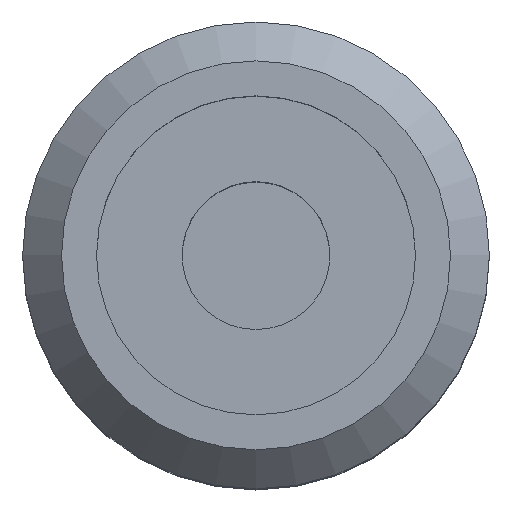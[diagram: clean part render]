
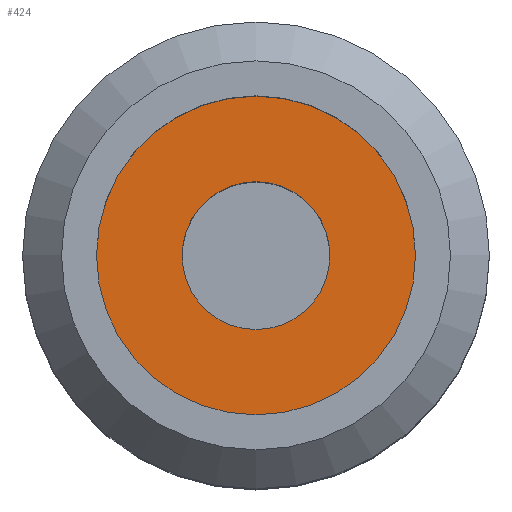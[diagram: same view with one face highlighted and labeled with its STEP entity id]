
A CAD part, top view. The second image highlights one B-rep face of the part: STEP entity #424.
In plain terms, the highlighted planar face has unit normal (0, 0, 1).
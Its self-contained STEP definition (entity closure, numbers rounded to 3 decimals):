
#20=FACE_BOUND('',#106,.T.);
#29=CIRCLE('',#479,2.05);
#30=CIRCLE('',#481,0.95);
#47=PLANE('',#480);
#74=FACE_OUTER_BOUND('',#105,.T.);
#105=EDGE_LOOP('',(#379));
#106=EDGE_LOOP('',(#380));
#222=VERTEX_POINT('',#719);
#223=VERTEX_POINT('',#723);
#275=EDGE_CURVE('',#222,#222,#29,.T.);
#276=EDGE_CURVE('',#223,#223,#30,.T.);
#379=ORIENTED_EDGE('',*,*,#275,.F.);
#380=ORIENTED_EDGE('',*,*,#276,.T.);
#424=ADVANCED_FACE('',(#74,#20),#47,.F.);
#479=AXIS2_PLACEMENT_3D('',#721,#600,#601);
#480=AXIS2_PLACEMENT_3D('',#722,#602,#603);
#481=AXIS2_PLACEMENT_3D('',#724,#604,#605);
#600=DIRECTION('center_axis',(0.,0.,-1.));
#601=DIRECTION('ref_axis',(0.,1.,0.));
#602=DIRECTION('center_axis',(0.,0.,-1.));
#603=DIRECTION('ref_axis',(0.,1.,0.));
#604=DIRECTION('center_axis',(0.,0.,-1.));
#605=DIRECTION('ref_axis',(0.,1.,0.));
#719=CARTESIAN_POINT('',(52.063,-4.175,11.2));
#721=CARTESIAN_POINT('Origin',(52.063,-2.125,11.2));
#722=CARTESIAN_POINT('Origin',(52.063,-2.125,11.2));
#723=CARTESIAN_POINT('',(52.063,-3.075,11.2));
#724=CARTESIAN_POINT('Origin',(52.063,-2.125,11.2));
